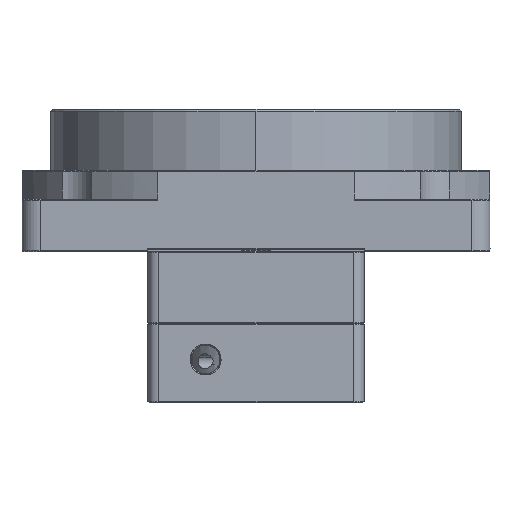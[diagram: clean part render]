
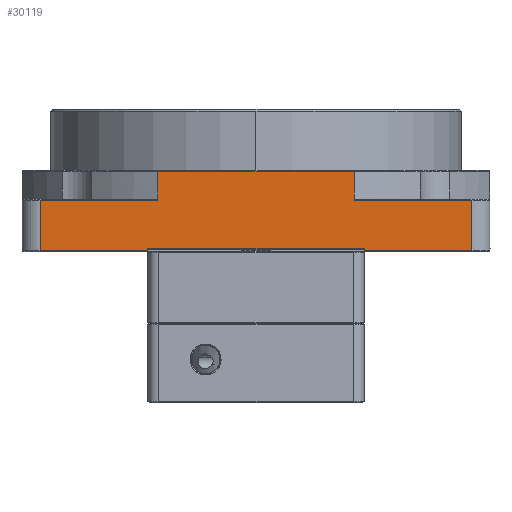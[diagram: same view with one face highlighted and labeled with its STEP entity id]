
A CAD part, left-side view. The second image highlights one B-rep face of the part: STEP entity #30119.
In plain terms, the highlighted planar face has unit normal (1, 0, 0).
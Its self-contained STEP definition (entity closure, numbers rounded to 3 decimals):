
#2027=LINE('',#97707,#4281);
#2028=LINE('',#97709,#4282);
#2029=LINE('',#97711,#4283);
#2030=LINE('',#97713,#4284);
#2031=LINE('',#97715,#4285);
#2032=LINE('',#97717,#4286);
#2033=LINE('',#97719,#4287);
#2034=LINE('',#97721,#4288);
#2035=LINE('',#97723,#4289);
#2036=LINE('',#97725,#4290);
#2037=LINE('',#97727,#4291);
#2038=LINE('',#97729,#4292);
#4281=VECTOR('',#73068,1.);
#4282=VECTOR('',#73071,1.);
#4283=VECTOR('',#73072,1.);
#4284=VECTOR('',#73073,1.);
#4285=VECTOR('',#73074,1.);
#4286=VECTOR('',#73075,1.);
#4287=VECTOR('',#73076,1.);
#4288=VECTOR('',#73077,1.);
#4289=VECTOR('',#73078,1.);
#4290=VECTOR('',#73079,1.);
#4291=VECTOR('',#73080,1.);
#4292=VECTOR('',#73081,1.);
#5669=PLANE('',#63588);
#30119=ADVANCED_FACE('',(#32177),#5669,.T.);
#32177=FACE_OUTER_BOUND('',#34034,.T.);
#34034=EDGE_LOOP('',(#43081,#43082,#43083,#43084,#43085,#43086,#43087,#43088,
#43089,#43090,#43091,#43092));
#43081=ORIENTED_EDGE('',*,*,#56977,.T.);
#43082=ORIENTED_EDGE('',*,*,#56976,.F.);
#43083=ORIENTED_EDGE('',*,*,#56978,.T.);
#43084=ORIENTED_EDGE('',*,*,#56979,.F.);
#43085=ORIENTED_EDGE('',*,*,#56980,.T.);
#43086=ORIENTED_EDGE('',*,*,#56981,.F.);
#43087=ORIENTED_EDGE('',*,*,#56982,.T.);
#43088=ORIENTED_EDGE('',*,*,#56983,.F.);
#43089=ORIENTED_EDGE('',*,*,#56984,.T.);
#43090=ORIENTED_EDGE('',*,*,#56985,.F.);
#43091=ORIENTED_EDGE('',*,*,#56986,.T.);
#43092=ORIENTED_EDGE('',*,*,#56987,.F.);
#50472=VERTEX_POINT('',#97704);
#50473=VERTEX_POINT('',#97706);
#50474=VERTEX_POINT('',#97710);
#50475=VERTEX_POINT('',#97712);
#50476=VERTEX_POINT('',#97714);
#50477=VERTEX_POINT('',#97716);
#50478=VERTEX_POINT('',#97718);
#50479=VERTEX_POINT('',#97720);
#50480=VERTEX_POINT('',#97722);
#50481=VERTEX_POINT('',#97724);
#50482=VERTEX_POINT('',#97726);
#50483=VERTEX_POINT('',#97728);
#56976=EDGE_CURVE('',#50473,#50472,#2027,.T.);
#56977=EDGE_CURVE('',#50474,#50472,#2028,.T.);
#56978=EDGE_CURVE('',#50473,#50475,#2029,.T.);
#56979=EDGE_CURVE('',#50476,#50475,#2030,.T.);
#56980=EDGE_CURVE('',#50476,#50477,#2031,.T.);
#56981=EDGE_CURVE('',#50478,#50477,#2032,.T.);
#56982=EDGE_CURVE('',#50478,#50479,#2033,.T.);
#56983=EDGE_CURVE('',#50480,#50479,#2034,.T.);
#56984=EDGE_CURVE('',#50480,#50481,#2035,.T.);
#56985=EDGE_CURVE('',#50482,#50481,#2036,.T.);
#56986=EDGE_CURVE('',#50482,#50483,#2037,.T.);
#56987=EDGE_CURVE('',#50474,#50483,#2038,.T.);
#63588=AXIS2_PLACEMENT_3D('',#97730,#73082,#73083);
#73068=DIRECTION('',(0.,0.,1.));
#73071=DIRECTION('',(0.,-1.,0.));
#73072=DIRECTION('',(0.,1.,0.));
#73073=DIRECTION('',(0.,0.,-1.));
#73074=DIRECTION('',(0.,1.,0.));
#73075=DIRECTION('',(0.,0.,1.));
#73076=DIRECTION('',(0.,1.,0.));
#73077=DIRECTION('',(0.,0.,-1.));
#73078=DIRECTION('',(0.,-1.,0.));
#73079=DIRECTION('',(0.,0.,-1.));
#73080=DIRECTION('',(0.,-1.,0.));
#73081=DIRECTION('',(0.,0.,1.));
#73082=DIRECTION('',(1.,0.,0.));
#73083=DIRECTION('',(0.,-1.,0.));
#97704=CARTESIAN_POINT('',(-58.56,-60.,-0.25));
#97706=CARTESIAN_POINT('',(-58.56,-60.,-14.25));
#97707=CARTESIAN_POINT('',(-58.56,-60.,-14.25));
#97709=CARTESIAN_POINT('',(-58.56,-27.299,-0.25));
#97710=CARTESIAN_POINT('',(-58.56,-27.299,-0.25));
#97711=CARTESIAN_POINT('',(-58.56,-60.,-14.25));
#97712=CARTESIAN_POINT('',(-58.56,-30.,-14.25));
#97713=CARTESIAN_POINT('',(-58.56,-30.,-13.75));
#97714=CARTESIAN_POINT('',(-58.56,-30.,-13.75));
#97715=CARTESIAN_POINT('',(-58.56,-30.,-13.75));
#97716=CARTESIAN_POINT('',(-58.56,30.,-13.75));
#97717=CARTESIAN_POINT('',(-58.56,30.,-14.25));
#97718=CARTESIAN_POINT('',(-58.56,30.,-14.25));
#97719=CARTESIAN_POINT('',(-58.56,30.,-14.25));
#97720=CARTESIAN_POINT('',(-58.56,60.,-14.25));
#97721=CARTESIAN_POINT('',(-58.56,60.,-0.25));
#97722=CARTESIAN_POINT('',(-58.56,60.,-0.25));
#97723=CARTESIAN_POINT('',(-58.56,60.,-0.25));
#97724=CARTESIAN_POINT('',(-58.56,27.299,-0.25));
#97725=CARTESIAN_POINT('',(-58.56,27.299,7.75));
#97726=CARTESIAN_POINT('',(-58.56,27.299,7.75));
#97727=CARTESIAN_POINT('',(-58.56,27.299,7.75));
#97728=CARTESIAN_POINT('',(-58.56,-27.299,7.75));
#97729=CARTESIAN_POINT('',(-58.56,-27.299,-0.25));
#97730=CARTESIAN_POINT('',(-58.56,0.,-3.25));
